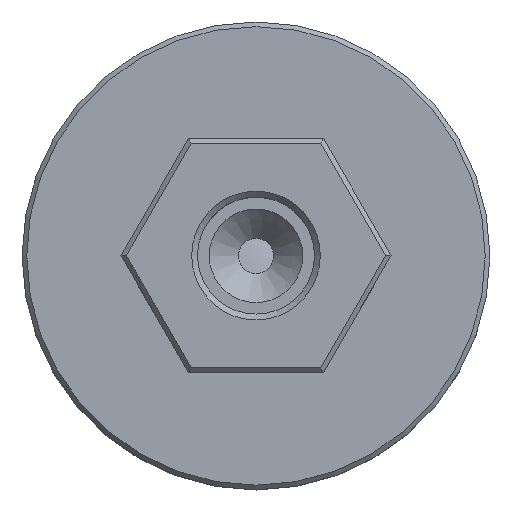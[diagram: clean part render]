
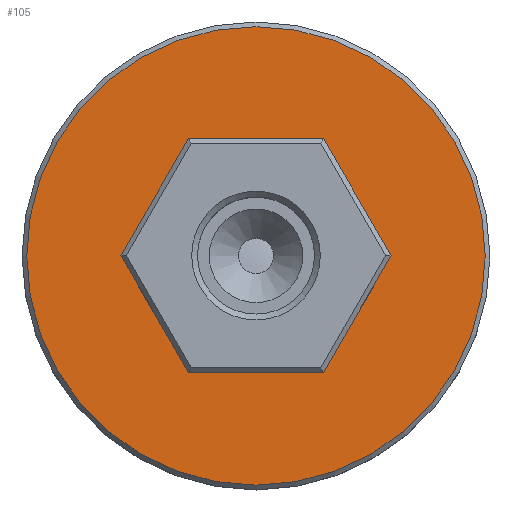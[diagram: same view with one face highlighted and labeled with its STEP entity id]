
A CAD part, top view. The second image highlights one B-rep face of the part: STEP entity #105.
In plain terms, the highlighted planar face has unit normal (0, 0, 1).
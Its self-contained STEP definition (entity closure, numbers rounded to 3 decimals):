
#24=CARTESIAN_POINT('',(61.423,-39.64,-9.));
#25=VERTEX_POINT('',#24);
#26=CARTESIAN_POINT('',(51.623,-39.64,-9.));
#27=DIRECTION('',(0.,0.,-1.));
#28=DIRECTION('',(-1.,0.,0.));
#29=AXIS2_PLACEMENT_3D('',#26,#27,#28);
#30=CIRCLE('',#29,9.8);
#31=EDGE_CURVE('',#25,#25,#30,.T.);
#82=ORIENTED_EDGE('',*,*,#31,.F.);
#83=EDGE_LOOP('',(#82));
#84=FACE_OUTER_BOUND('',#83,.T.);
#85=CARTESIAN_POINT('',(55.823,-39.64,-9.));
#86=VERTEX_POINT('',#85);
#87=CARTESIAN_POINT('',(47.423,-39.64,-9.));
#88=VERTEX_POINT('',#87);
#89=CARTESIAN_POINT('',(51.623,-39.64,-9.));
#90=DIRECTION('',(0.,0.,1.));
#91=DIRECTION('',(-1.,0.,0.));
#92=AXIS2_PLACEMENT_3D('',#89,#90,#91);
#93=CIRCLE('',#92,4.2);
#94=EDGE_CURVE('',#86,#88,#93,.T.);
#95=ORIENTED_EDGE('',*,*,#94,.F.);
#96=EDGE_CURVE('',#88,#86,#93,.T.);
#97=ORIENTED_EDGE('',*,*,#96,.F.);
#98=EDGE_LOOP('',(#95,#97));
#99=FACE_BOUND('',#98,.T.);
#100=CARTESIAN_POINT('',(51.623,-39.64,-9.));
#101=DIRECTION('',(0.,0.,1.));
#102=DIRECTION('',(1.,0.,0.));
#103=AXIS2_PLACEMENT_3D('',#100,#101,#102);
#104=PLANE('',#103);
#105=ADVANCED_FACE('',(#84,#99),#104,.T.);
